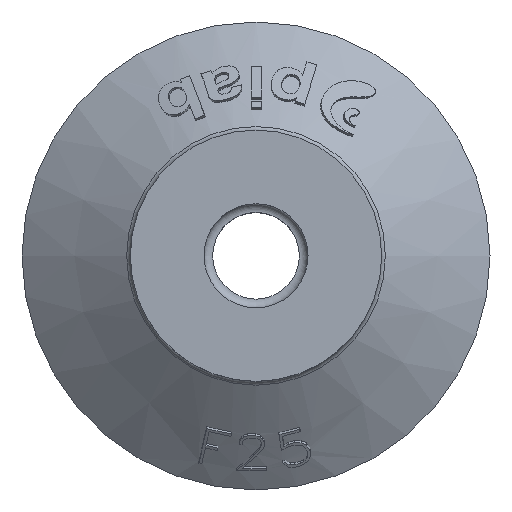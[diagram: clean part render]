
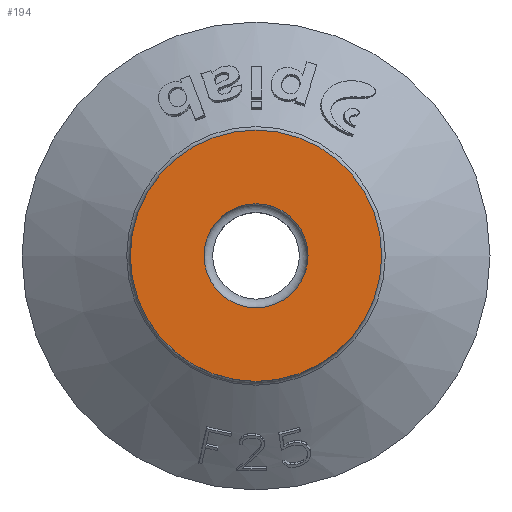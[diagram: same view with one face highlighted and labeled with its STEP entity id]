
A CAD part, top view. The second image highlights one B-rep face of the part: STEP entity #194.
In plain terms, the highlighted planar face has unit normal (0, 0, 1).
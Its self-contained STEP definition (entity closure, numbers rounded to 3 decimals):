
#194 = ADVANCED_FACE( '', ( #582, #583 ), #584, .T. );
#582 = FACE_BOUND( '', #1503, .T. );
#583 = FACE_OUTER_BOUND( '', #1504, .T. );
#584 = PLANE( '', #1505 );
#1503 = EDGE_LOOP( '', ( #3305 ) );
#1504 = EDGE_LOOP( '', ( #3306 ) );
#1505 = AXIS2_PLACEMENT_3D( '', #3307, #3308, #3309 );
#3305 = ORIENTED_EDGE( '', *, *, #4172, .T. );
#3306 = ORIENTED_EDGE( '', *, *, #4173, .F. );
#3307 = CARTESIAN_POINT( '', ( 0., -7.25, 0. ) );
#3308 = DIRECTION( '', ( 0., 0., 1. ) );
#3309 = DIRECTION( '', ( 1., 0., 0. ) );
#4172 = EDGE_CURVE( '', #5163, #5163, #5164, .T. );
#4173 = EDGE_CURVE( '', #5165, #5165, #5166, .T. );
#5163 = VERTEX_POINT( '', #7858 );
#5164 = CIRCLE( '', #7859, 3. );
#5165 = VERTEX_POINT( '', #7860 );
#5166 = CIRCLE( '', #7861, 7.25 );
#7858 = CARTESIAN_POINT( '', ( -3., 0., 0. ) );
#7859 = AXIS2_PLACEMENT_3D( '', #8118, #8119, #8120 );
#7860 = CARTESIAN_POINT( '', ( -7.25, 0., 0. ) );
#7861 = AXIS2_PLACEMENT_3D( '', #8121, #8122, #8123 );
#8118 = CARTESIAN_POINT( '', ( 0., 0., 0. ) );
#8119 = DIRECTION( '', ( 0., 0., -1. ) );
#8120 = DIRECTION( '', ( -1., 0., 0. ) );
#8121 = CARTESIAN_POINT( '', ( 0., 0., 0. ) );
#8122 = DIRECTION( '', ( 0., 0., -1. ) );
#8123 = DIRECTION( '', ( -1., 0., 0. ) );
